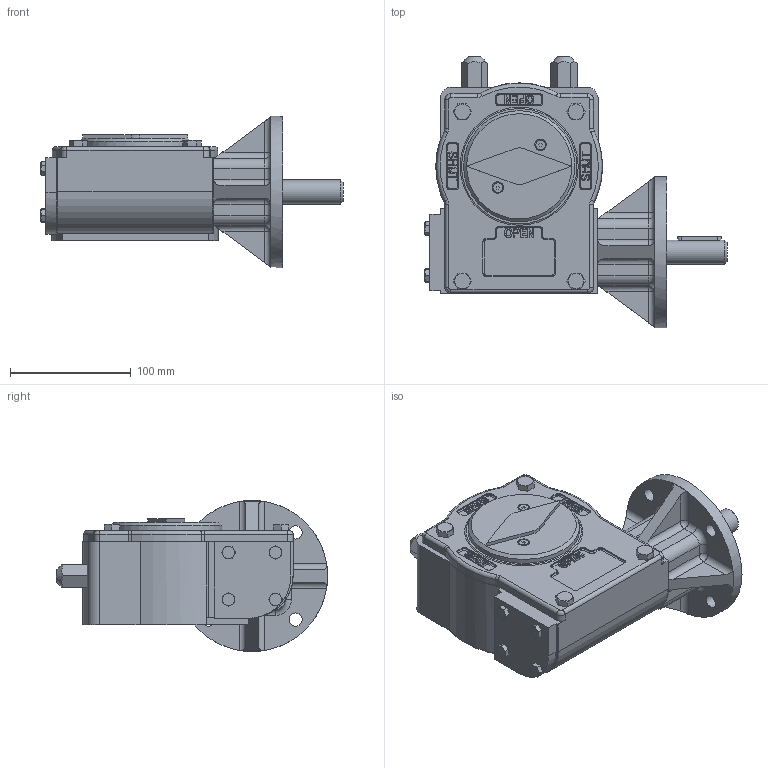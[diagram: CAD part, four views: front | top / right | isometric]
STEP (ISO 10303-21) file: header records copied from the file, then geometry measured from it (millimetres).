
FILE_DESCRIPTION( ( 'Unknown' ), '1' );
FILE_NAME( 'E 550GL.stp', 'Unknown', ( 'Unknown' ), ( 'Unknown' ), 'XStep 1.0', 'Unknown', ' ' );
FILE_SCHEMA( ( 'automotive_design' ) );
Length unit declared in the file: millimetre
Products named in the file (1): 10BZ1000C0M00
Bounding box: 249.97 x 224.5 x 125 mm (x, y, z)
Volume: 1532145.5 mm3; surface area: 268125.6 mm2
Topology: 1 solids, 27 shells, 1270 faces, 3304 edges, 2103 vertices
Faces by surface type: plane 516, cylinder 345, cone 183, torus 152, bspline 36, sphere 22, extrusion 16
Full cylindrical faces by diameter (mm): 3 x1, 3.242 x2, 4 x2, 4.5 x2, 6 x8, 6.647 x8, 7 x8, 8 x6, 8.376 x4, 9 x4, 10 x4, 10.106 x4, 10.2 x2, 11 x4, 12 x4, 16 x1, 20 x1, 24 x3, 26 x1, 57.1 x2, 59 x2, 60 x4, 68 x1, 70 x1, 75 x1, 81 x1, 86.6 x1, 92 x1, 125 x1
Entity records: 55029 total; most frequent: CARTESIAN_POINT 15848, ORIENTED_EDGE 6114, DIRECTION 5762, EDGE_CURVE 3057, AXIS2_PLACEMENT_3D 2339, VERTEX_POINT 2024, EDGE_LOOP 1484, FACE_OUTER_BOUND 1362
